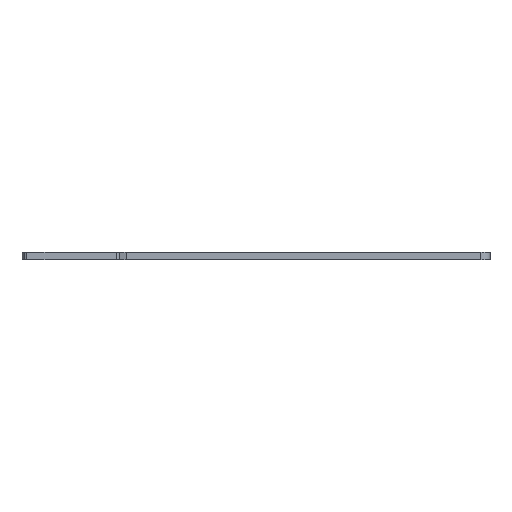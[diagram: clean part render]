
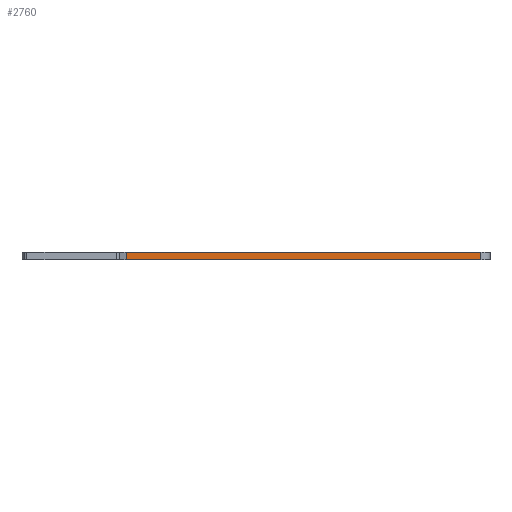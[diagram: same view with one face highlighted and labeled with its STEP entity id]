
A CAD part, front view. The second image highlights one B-rep face of the part: STEP entity #2760.
In plain terms, the highlighted planar face has unit normal (0, -1, 0).
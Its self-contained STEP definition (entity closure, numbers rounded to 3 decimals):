
#180 = VERTEX_POINT('',#181);
#181 = CARTESIAN_POINT('',(47.1,-29.714,0.));
#188 = EDGE_CURVE('',#180,#189,#191,.T.);
#189 = VERTEX_POINT('',#190);
#190 = CARTESIAN_POINT('',(-27.21,-29.715,0.));
#191 = LINE('',#192,#193);
#192 = CARTESIAN_POINT('',(47.1,-29.714,0.));
#193 = VECTOR('',#194,1.);
#194 = DIRECTION('',(-1.,0.,0.));
#1397 = VERTEX_POINT('',#1398);
#1398 = CARTESIAN_POINT('',(47.1,-29.714,1.6));
#1405 = EDGE_CURVE('',#1397,#1406,#1408,.T.);
#1406 = VERTEX_POINT('',#1407);
#1407 = CARTESIAN_POINT('',(-27.21,-29.715,1.6));
#1408 = LINE('',#1409,#1410);
#1409 = CARTESIAN_POINT('',(47.1,-29.714,1.6));
#1410 = VECTOR('',#1411,1.);
#1411 = DIRECTION('',(-1.,0.,0.));
#2732 = EDGE_CURVE('',#180,#1397,#2733,.T.);
#2733 = LINE('',#2734,#2735);
#2734 = CARTESIAN_POINT('',(47.1,-29.714,0.));
#2735 = VECTOR('',#2736,1.);
#2736 = DIRECTION('',(0.,0.,1.));
#2760 = ADVANCED_FACE('',(#2761),#2772,.T.);
#2761 = FACE_BOUND('',#2762,.T.);
#2762 = EDGE_LOOP('',(#2763,#2764,#2765,#2771));
#2763 = ORIENTED_EDGE('',*,*,#2732,.T.);
#2764 = ORIENTED_EDGE('',*,*,#1405,.T.);
#2765 = ORIENTED_EDGE('',*,*,#2766,.F.);
#2766 = EDGE_CURVE('',#189,#1406,#2767,.T.);
#2767 = LINE('',#2768,#2769);
#2768 = CARTESIAN_POINT('',(-27.21,-29.715,0.));
#2769 = VECTOR('',#2770,1.);
#2770 = DIRECTION('',(0.,0.,1.));
#2771 = ORIENTED_EDGE('',*,*,#188,.F.);
#2772 = PLANE('',#2773);
#2773 = AXIS2_PLACEMENT_3D('',#2774,#2775,#2776);
#2774 = CARTESIAN_POINT('',(47.1,-29.714,0.));
#2775 = DIRECTION('',(0.,-1.,0.));
#2776 = DIRECTION('',(-1.,0.,0.));
